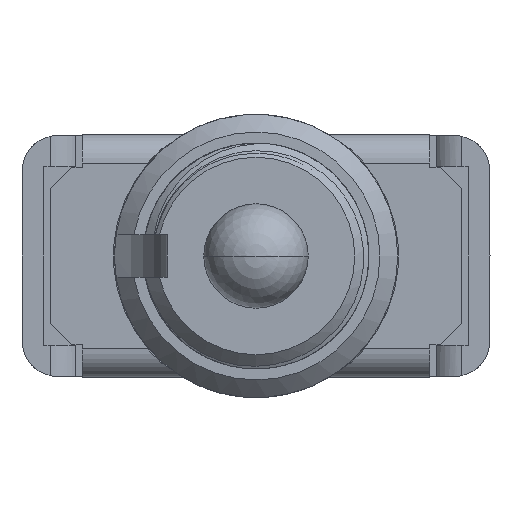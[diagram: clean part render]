
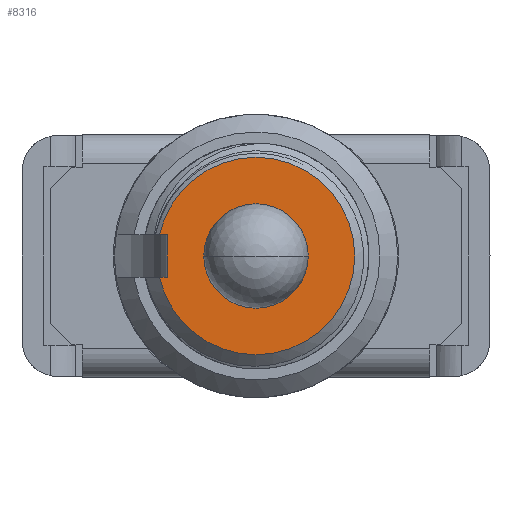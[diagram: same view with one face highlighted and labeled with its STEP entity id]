
A CAD part, front view. The second image highlights one B-rep face of the part: STEP entity #8316.
In plain terms, the highlighted planar face has unit normal (0, -1, 0).
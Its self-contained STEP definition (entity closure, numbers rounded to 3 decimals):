
#5106=DIRECTION('',(-1.,0.,0.));
#5107=VECTOR('',#5106,0.222);
#5108=CARTESIAN_POINT('',(-2.5,-9.,0.6));
#5109=LINE('',#5108,#5107);
#5110=CARTESIAN_POINT('',(0.,-9.,0.));
#5111=DIRECTION('',(0.,1.,0.));
#5112=DIRECTION('',(-0.977,0.,0.215));
#5113=AXIS2_PLACEMENT_3D('',#5110,#5111,#5112);
#5115=CARTESIAN_POINT('',(0.,-9.,0.));
#5116=DIRECTION('',(0.,1.,0.));
#5117=DIRECTION('',(0.,0.,1.));
#5118=AXIS2_PLACEMENT_3D('',#5115,#5116,#5117);
#5120=CARTESIAN_POINT('',(0.,-9.,0.));
#5121=DIRECTION('',(0.,1.,0.));
#5122=DIRECTION('',(0.,0.,-1.));
#5123=AXIS2_PLACEMENT_3D('',#5120,#5121,#5122);
#5138=DIRECTION('',(-1.,0.,0.));
#5139=VECTOR('',#5138,0.222);
#5140=CARTESIAN_POINT('',(-2.5,-9.,-0.6));
#5141=LINE('',#5140,#5139);
#5223=DIRECTION('',(0.,0.,-1.));
#5224=VECTOR('',#5223,1.2);
#5225=CARTESIAN_POINT('',(-2.5,-9.,0.6));
#5226=LINE('',#5225,#5224);
#8067=CARTESIAN_POINT('',(-2.5,-9.,-0.6));
#8068=CARTESIAN_POINT('',(-2.722,-9.,-0.6));
#8069=VERTEX_POINT('',#8067);
#8070=VERTEX_POINT('',#8068);
#8071=CARTESIAN_POINT('',(-2.5,-9.,0.6));
#8072=VERTEX_POINT('',#8071);
#8073=CARTESIAN_POINT('',(-2.722,-9.,0.6));
#8074=VERTEX_POINT('',#8073);
#8075=CARTESIAN_POINT('',(0.,-9.,-2.787));
#8076=VERTEX_POINT('',#8075);
#8077=CARTESIAN_POINT('',(0.,-9.,2.787));
#8078=VERTEX_POINT('',#8077);
#8297=CARTESIAN_POINT('',(0.,-9.,0.));
#8298=DIRECTION('',(0.,-1.,0.));
#8299=DIRECTION('',(-1.,0.,0.));
#8300=AXIS2_PLACEMENT_3D('',#8297,#8298,#8299);
#8301=PLANE('',#8300);
#8303=ORIENTED_EDGE('',*,*,#8302,.F.);
#8305=ORIENTED_EDGE('',*,*,#8304,.F.);
#8307=ORIENTED_EDGE('',*,*,#8306,.T.);
#8309=ORIENTED_EDGE('',*,*,#8308,.T.);
#8311=ORIENTED_EDGE('',*,*,#8310,.T.);
#8313=ORIENTED_EDGE('',*,*,#8312,.T.);
#8314=EDGE_LOOP('',(#8303,#8305,#8307,#8309,#8311,#8313));
#8315=FACE_OUTER_BOUND('',#8314,.F.);
#8316=ADVANCED_FACE('',(#8315),#8301,.T.);
#5114=CIRCLE('',#5113,2.787);
#5119=CIRCLE('',#5118,2.787);
#5124=CIRCLE('',#5123,2.787);
#8302=EDGE_CURVE('',#8069,#8070,#5141,.T.);
#8304=EDGE_CURVE('',#8072,#8069,#5226,.T.);
#8306=EDGE_CURVE('',#8072,#8074,#5109,.T.);
#8308=EDGE_CURVE('',#8074,#8078,#5114,.T.);
#8310=EDGE_CURVE('',#8078,#8076,#5119,.T.);
#8312=EDGE_CURVE('',#8076,#8070,#5124,.T.);
